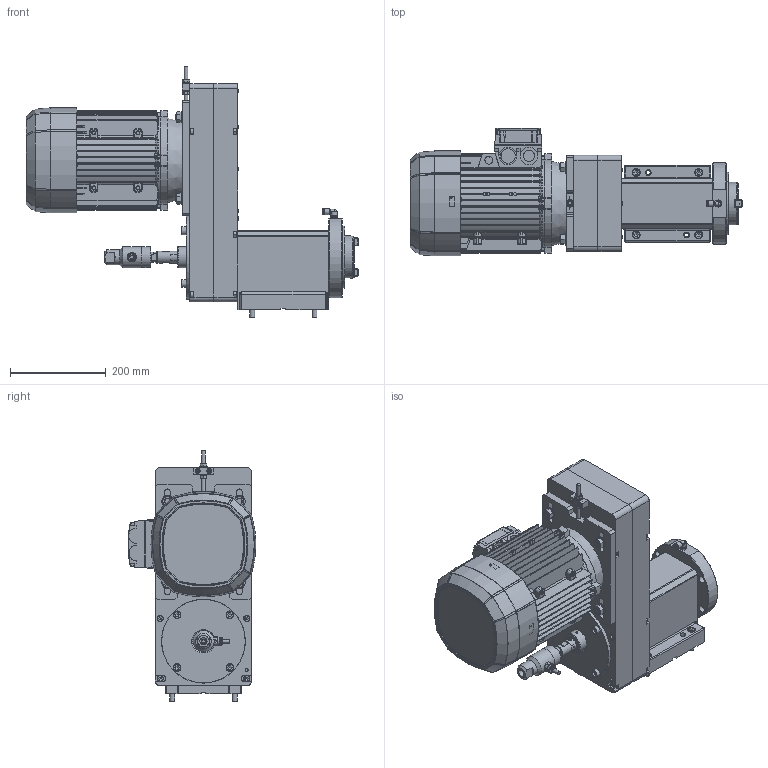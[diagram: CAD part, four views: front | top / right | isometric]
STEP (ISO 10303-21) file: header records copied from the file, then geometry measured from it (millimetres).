
FILE_DESCRIPTION(/* description */ ('Unknown'),/* implementation_level */ '2;1');
FILE_NAME(/* name */ 'CGCM.30-Junta Rotativa',/* time_stamp */ '2024-11-20T11:32:43+01:00',/* author */ ('Unknown'),/* organization */ ('Unknown'),/* preprocessor_version */ 'ST-DEVELOPER v19.4',/* originating_system */ 'Solid Edge',/* authorisation */ 'Unknown');
FILE_SCHEMA (('AUTOMOTIVE_DESIGN {1 0 10303 214 3 1 1}'));
Products named in the file (1): CGCM.30-Junta Rotativa
Bounding box: 692 x 266.77 x 522.25 mm (x, y, z)
Volume: 6953389.2 mm3; surface area: 1587100.6 mm2
Topology: 2 solids, 121 shells, 2573 faces, 7119 edges, 4643 vertices
Faces by surface type: plane 1043, cylinder 667, cone 396, torus 344, bspline 94, sphere 29
Full cylindrical faces by diameter (mm): 2.6 x4, 3.1 x4, 3.6 x4, 3.7 x1, 4 x4, 4.917 x2, 6 x1, 6.5 x3, 6.647 x8, 6.8 x4, 7 x9, 8 x4, 8.376 x2, 8.5 x4, 9 x8, 10 x6, 10.106 x4, 10.4 x2, 10.5 x6, 11.5 x1, 12 x6, 12.8 x1, 13 x9, 13.5 x1, 14 x1, 14.95 x2, 15 x5, 16 x6, 16.5 x6, 17 x2
Entity records: 98231 total; most frequent: CARTESIAN_POINT 24172, ORIENTED_EDGE 12518, DIRECTION 11781, EDGE_CURVE 6627, AXIS2_PLACEMENT_3D 4618, VERTEX_POINT 4545, FACE_BOUND 3224, EDGE_LOOP 3183
